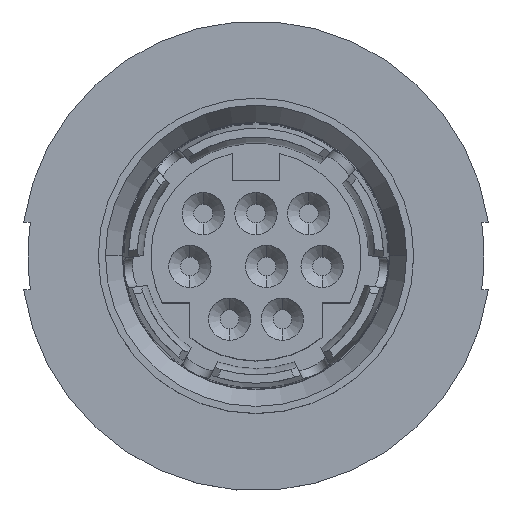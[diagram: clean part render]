
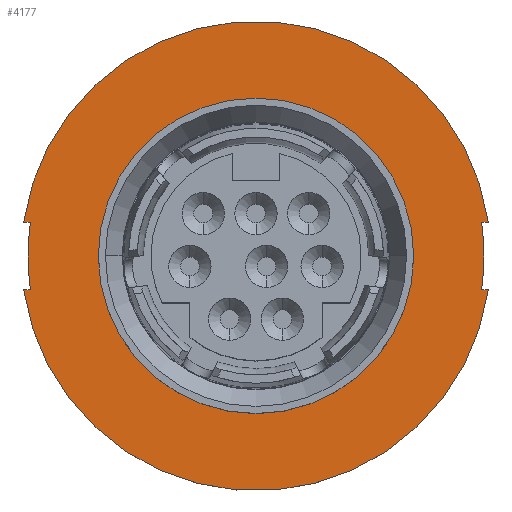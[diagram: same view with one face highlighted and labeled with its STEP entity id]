
A CAD part, top view. The second image highlights one B-rep face of the part: STEP entity #4177.
In plain terms, the highlighted planar face has unit normal (0, 0, 1).
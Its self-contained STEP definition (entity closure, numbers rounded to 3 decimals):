
#3986 = VERTEX_POINT('',#3987);
#3987 = CARTESIAN_POINT('',(8.799,1.27,-3.531));
#3995 = VERTEX_POINT('',#3996);
#3996 = CARTESIAN_POINT('',(-8.799,1.27,-3.531));
#4002 = EDGE_CURVE('',#3986,#3995,#4003,.T.);
#4003 = CIRCLE('',#4004,8.89);
#4004 = AXIS2_PLACEMENT_3D('',#4005,#4006,#4007);
#4005 = CARTESIAN_POINT('',(0.,0.,-3.531));
#4006 = DIRECTION('',(0.,-0.,1.));
#4007 = DIRECTION('',(0.99,0.143,0.));
#4019 = EDGE_CURVE('',#4020,#3995,#4022,.T.);
#4020 = VERTEX_POINT('',#4021);
#4021 = CARTESIAN_POINT('',(-8.545,1.27,-3.531));
#4022 = LINE('',#4023,#4024);
#4023 = CARTESIAN_POINT('',(-8.545,1.27,-3.531));
#4024 = VECTOR('',#4025,1.);
#4025 = DIRECTION('',(-1.,0.,0.));
#4042 = VERTEX_POINT('',#4043);
#4043 = CARTESIAN_POINT('',(-8.545,-1.27,-3.531));
#4049 = EDGE_CURVE('',#4020,#4042,#4050,.T.);
#4050 = CIRCLE('',#4051,8.639);
#4051 = AXIS2_PLACEMENT_3D('',#4052,#4053,#4054);
#4052 = CARTESIAN_POINT('',(0.,0.,-3.531));
#4053 = DIRECTION('',(0.,0.,1.));
#4054 = DIRECTION('',(-0.989,0.147,0.));
#4068 = EDGE_CURVE('',#4069,#4042,#4071,.T.);
#4069 = VERTEX_POINT('',#4070);
#4070 = CARTESIAN_POINT('',(-8.799,-1.27,-3.531));
#4071 = LINE('',#4072,#4073);
#4072 = CARTESIAN_POINT('',(-8.799,-1.27,-3.531));
#4073 = VECTOR('',#4074,1.);
#4074 = DIRECTION('',(1.,0.,0.));
#4091 = VERTEX_POINT('',#4092);
#4092 = CARTESIAN_POINT('',(8.799,-1.27,-3.531));
#4098 = EDGE_CURVE('',#4069,#4091,#4099,.T.);
#4099 = CIRCLE('',#4100,8.89);
#4100 = AXIS2_PLACEMENT_3D('',#4101,#4102,#4103);
#4101 = CARTESIAN_POINT('',(0.,0.,-3.531));
#4102 = DIRECTION('',(0.,0.,1.));
#4103 = DIRECTION('',(-0.99,-0.143,0.));
#4117 = EDGE_CURVE('',#4118,#4091,#4120,.T.);
#4118 = VERTEX_POINT('',#4119);
#4119 = CARTESIAN_POINT('',(8.545,-1.27,-3.531));
#4120 = LINE('',#4121,#4122);
#4121 = CARTESIAN_POINT('',(8.545,-1.27,-3.531));
#4122 = VECTOR('',#4123,1.);
#4123 = DIRECTION('',(1.,0.,0.));
#4140 = VERTEX_POINT('',#4141);
#4141 = CARTESIAN_POINT('',(8.545,1.27,-3.531));
#4147 = EDGE_CURVE('',#4118,#4140,#4148,.T.);
#4148 = CIRCLE('',#4149,8.639);
#4149 = AXIS2_PLACEMENT_3D('',#4150,#4151,#4152);
#4150 = CARTESIAN_POINT('',(0.,0.,-3.531));
#4151 = DIRECTION('',(-0.,0.,1.));
#4152 = DIRECTION('',(0.989,-0.147,0.));
#4166 = EDGE_CURVE('',#3986,#4140,#4167,.T.);
#4167 = LINE('',#4168,#4169);
#4168 = CARTESIAN_POINT('',(8.799,1.27,-3.531));
#4169 = VECTOR('',#4170,1.);
#4170 = DIRECTION('',(-1.,0.,0.));
#4177 = ADVANCED_FACE('',(#4178,#4188),#4208,.F.);
#4178 = FACE_BOUND('',#4179,.F.);
#4179 = EDGE_LOOP('',(#4180,#4181,#4182,#4183,#4184,#4185,#4186,#4187));
#4180 = ORIENTED_EDGE('',*,*,#4002,.F.);
#4181 = ORIENTED_EDGE('',*,*,#4166,.T.);
#4182 = ORIENTED_EDGE('',*,*,#4147,.F.);
#4183 = ORIENTED_EDGE('',*,*,#4117,.T.);
#4184 = ORIENTED_EDGE('',*,*,#4098,.F.);
#4185 = ORIENTED_EDGE('',*,*,#4068,.T.);
#4186 = ORIENTED_EDGE('',*,*,#4049,.F.);
#4187 = ORIENTED_EDGE('',*,*,#4019,.T.);
#4188 = FACE_BOUND('',#4189,.F.);
#4189 = EDGE_LOOP('',(#4190,#4201));
#4190 = ORIENTED_EDGE('',*,*,#4191,.T.);
#4191 = EDGE_CURVE('',#4192,#4194,#4196,.T.);
#4192 = VERTEX_POINT('',#4193);
#4193 = CARTESIAN_POINT('',(0.,5.97,-3.531));
#4194 = VERTEX_POINT('',#4195);
#4195 = CARTESIAN_POINT('',(0.,-5.97,-3.531));
#4196 = CIRCLE('',#4197,5.97);
#4197 = AXIS2_PLACEMENT_3D('',#4198,#4199,#4200);
#4198 = CARTESIAN_POINT('',(0.,0.,-3.531));
#4199 = DIRECTION('',(0.,-0.,1.));
#4200 = DIRECTION('',(0.,1.,0.));
#4201 = ORIENTED_EDGE('',*,*,#4202,.F.);
#4202 = EDGE_CURVE('',#4192,#4194,#4203,.T.);
#4203 = CIRCLE('',#4204,5.97);
#4204 = AXIS2_PLACEMENT_3D('',#4205,#4206,#4207);
#4205 = CARTESIAN_POINT('',(0.,0.,-3.531));
#4206 = DIRECTION('',(0.,0.,-1.));
#4207 = DIRECTION('',(0.,1.,0.));
#4208 = PLANE('',#4209);
#4209 = AXIS2_PLACEMENT_3D('',#4210,#4211,#4212);
#4210 = CARTESIAN_POINT('',(0.,0.,-3.531));
#4211 = DIRECTION('',(0.,0.,-1.));
#4212 = DIRECTION('',(0.,-1.,0.));
